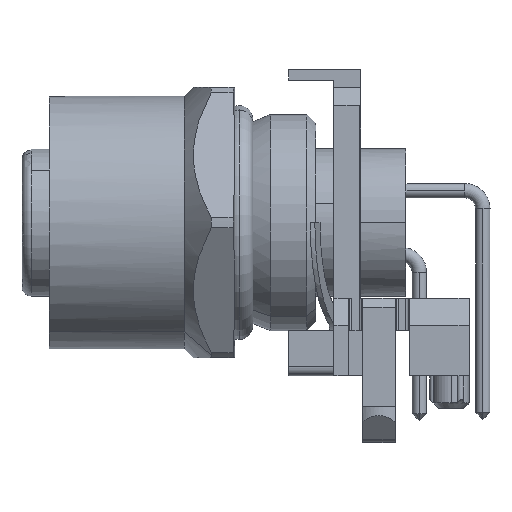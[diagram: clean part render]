
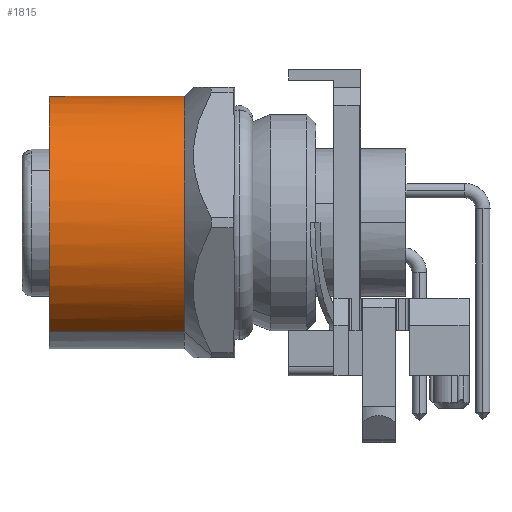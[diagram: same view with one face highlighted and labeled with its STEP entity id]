
A CAD part, left-side view. The second image highlights one B-rep face of the part: STEP entity #1815.
In plain terms, the highlighted cylindrical face has radius 7 mm (diameter 14 mm), a partial arc.
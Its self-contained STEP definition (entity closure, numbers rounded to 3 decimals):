
#1708=AXIS2_PLACEMENT_3D('Circle Axis2P3D',#1706,#1707,$) ;
#1802=AXIS2_PLACEMENT_3D('Cylinder Axis2P3D',#1799,#1800,#1801) ;
#1806=AXIS2_PLACEMENT_3D('Circle Axis2P3D',#1804,#1805,$) ;
#1701=CARTESIAN_POINT('Vertex',(13.,24.46,18.262)) ;
#1703=CARTESIAN_POINT('Vertex',(6.,24.46,6.138)) ;
#1706=CARTESIAN_POINT('Axis2P3D Location',(9.5,24.46,12.2)) ;
#1773=CARTESIAN_POINT('Line Origine',(13.,20.71,18.262)) ;
#1777=CARTESIAN_POINT('Vertex',(13.,16.96,18.262)) ;
#1784=CARTESIAN_POINT('Vertex',(6.,16.96,6.138)) ;
#1787=CARTESIAN_POINT('Line Origine',(6.,20.71,6.138)) ;
#1799=CARTESIAN_POINT('Axis2P3D Location',(9.5,20.71,12.2)) ;
#1804=CARTESIAN_POINT('Axis2P3D Location',(9.5,16.96,12.2)) ;
#1707=DIRECTION('Axis2P3D Direction',(0.,1.,0.)) ;
#1774=DIRECTION('Vector Direction',(0.,1.,0.)) ;
#1788=DIRECTION('Vector Direction',(0.,1.,0.)) ;
#1800=DIRECTION('Axis2P3D Direction',(0.,1.,0.)) ;
#1801=DIRECTION('Axis2P3D XDirection',(-0.5,0.,-0.866)) ;
#1805=DIRECTION('Axis2P3D Direction',(0.,1.,0.)) ;
#1775=VECTOR('Line Direction',#1774,1.) ;
#1789=VECTOR('Line Direction',#1788,1.) ;
#1810=ORIENTED_EDGE('',*,*,#1791,.F.) ;
#1811=ORIENTED_EDGE('',*,*,#1808,.T.) ;
#1812=ORIENTED_EDGE('',*,*,#1779,.F.) ;
#1813=ORIENTED_EDGE('',*,*,#1710,.F.) ;
#1815=ADVANCED_FACE('Hauptk\X2\00F6\X0\rper',(#1814),#1803,.T.) ;
#1709=CIRCLE('generated circle',#1708,7.) ;
#1807=CIRCLE('generated circle',#1806,7.) ;
#1803=CYLINDRICAL_SURFACE('generated cylinder',#1802,7.) ;
#1710=EDGE_CURVE('',#1704,#1702,#1709,.T.) ;
#1779=EDGE_CURVE('',#1702,#1778,#1776,.F.) ;
#1791=EDGE_CURVE('',#1785,#1704,#1790,.T.) ;
#1808=EDGE_CURVE('',#1785,#1778,#1807,.T.) ;
#1809=EDGE_LOOP('',(#1810,#1811,#1812,#1813)) ;
#1814=FACE_OUTER_BOUND('',#1809,.T.) ;
#1776=LINE('Line',#1773,#1775) ;
#1790=LINE('Line',#1787,#1789) ;
#1702=VERTEX_POINT('',#1701) ;
#1704=VERTEX_POINT('',#1703) ;
#1778=VERTEX_POINT('',#1777) ;
#1785=VERTEX_POINT('',#1784) ;
